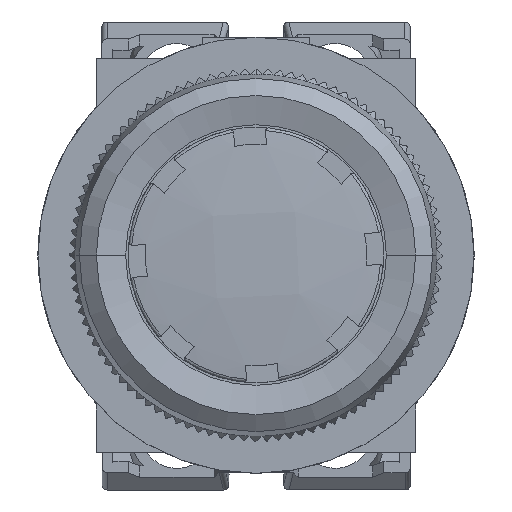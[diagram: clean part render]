
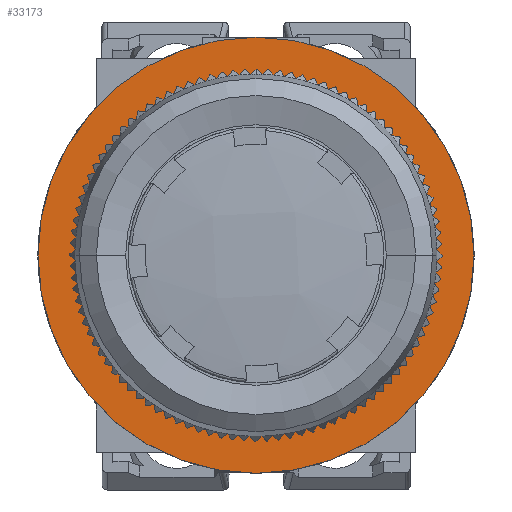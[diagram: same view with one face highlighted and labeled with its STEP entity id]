
A CAD part, top view. The second image highlights one B-rep face of the part: STEP entity #33173.
In plain terms, the highlighted planar face has unit normal (0, 0, 1).
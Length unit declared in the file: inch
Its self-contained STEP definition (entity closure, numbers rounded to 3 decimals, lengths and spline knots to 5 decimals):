
#107 = CIRCLE ( 'NONE', #29888, 0.80709 ) ;
#4058 = CIRCLE ( 'NONE', #40658, 0.80709 ) ;
#4480 = CARTESIAN_POINT ( 'NONE',  ( 0., 0., 0.23622 ) ) ;
#4687 = VERTEX_POINT ( 'NONE', #16771 ) ;
#5292 = CARTESIAN_POINT ( 'NONE',  ( 0.80709, 0., 0.23622 ) ) ;
#8281 = CARTESIAN_POINT ( 'NONE',  ( -0.62598, 0., 0.23622 ) ) ;
#13276 = EDGE_CURVE ( 'NONE', #40256, #4687, #4058, .T. ) ;
#13492 = DIRECTION ( 'NONE',  ( -1., 0., 0. ) ) ;
#15960 = DIRECTION ( 'NONE',  ( 0., 0., -1. ) ) ;
#16771 = CARTESIAN_POINT ( 'NONE',  ( -0.80709, 0., 0.23622 ) ) ;
#18494 = DIRECTION ( 'NONE',  ( -1., 0., 0. ) ) ;
#22642 = ORIENTED_EDGE ( 'NONE', *, *, #37339, .T. ) ;
#23585 = CARTESIAN_POINT ( 'NONE',  ( 0., 0., 0.23622 ) ) ;
#24989 = AXIS2_PLACEMENT_3D ( 'NONE', #40015, #45977, #13492 ) ;
#26651 = ORIENTED_EDGE ( 'NONE', *, *, #33843, .T. ) ;
#26989 = CIRCLE ( 'NONE', #24989, 0.62598 ) ;
#28091 = EDGE_LOOP ( 'NONE', ( #61957, #22642 ) ) ;
#29888 = AXIS2_PLACEMENT_3D ( 'NONE', #51660, #35867, #18494 ) ;
#31700 = DIRECTION ( 'NONE',  ( 0., 0., 1. ) ) ;
#33127 = EDGE_LOOP ( 'NONE', ( #26651, #47120 ) ) ;
#33173 = ADVANCED_FACE ( 'NONE', ( #68522, #48130 ), #40533, .T. ) ;
#33843 = EDGE_CURVE ( 'NONE', #4687, #40256, #107, .T. ) ;
#35253 = DIRECTION ( 'NONE',  ( 1., 0., 0. ) ) ;
#35867 = DIRECTION ( 'NONE',  ( 0., 0., 1. ) ) ;
#37226 = DIRECTION ( 'NONE',  ( -1., 0., 0. ) ) ;
#37339 = EDGE_CURVE ( 'NONE', #42624, #67902, #26989, .T. ) ;
#40015 = CARTESIAN_POINT ( 'NONE',  ( 0., 0., 0.23622 ) ) ;
#40256 = VERTEX_POINT ( 'NONE', #5292 ) ;
#40533 = PLANE ( 'NONE',  #68584 ) ;
#40658 = AXIS2_PLACEMENT_3D ( 'NONE', #69858, #31700, #37226 ) ;
#42624 = VERTEX_POINT ( 'NONE', #47428 ) ;
#45977 = DIRECTION ( 'NONE',  ( 0., 0., -1. ) ) ;
#47120 = ORIENTED_EDGE ( 'NONE', *, *, #13276, .T. ) ;
#47428 = CARTESIAN_POINT ( 'NONE',  ( 0.62598, 0., 0.23622 ) ) ;
#48130 = FACE_OUTER_BOUND ( 'NONE', #33127, .T. ) ;
#51660 = CARTESIAN_POINT ( 'NONE',  ( 0., 0., 0.23622 ) ) ;
#54372 = DIRECTION ( 'NONE',  ( -1., 0., 0. ) ) ;
#56970 = DIRECTION ( 'NONE',  ( 0., 0., 1. ) ) ;
#60008 = CIRCLE ( 'NONE', #66980, 0.62598 ) ;
#61957 = ORIENTED_EDGE ( 'NONE', *, *, #64678, .T. ) ;
#64678 = EDGE_CURVE ( 'NONE', #67902, #42624, #60008, .T. ) ;
#66980 = AXIS2_PLACEMENT_3D ( 'NONE', #4480, #15960, #54372 ) ;
#67902 = VERTEX_POINT ( 'NONE', #8281 ) ;
#68522 = FACE_BOUND ( 'NONE', #28091, .T. ) ;
#68584 = AXIS2_PLACEMENT_3D ( 'NONE', #23585, #56970, #35253 ) ;
#69858 = CARTESIAN_POINT ( 'NONE',  ( 0., 0., 0.23622 ) ) ;
